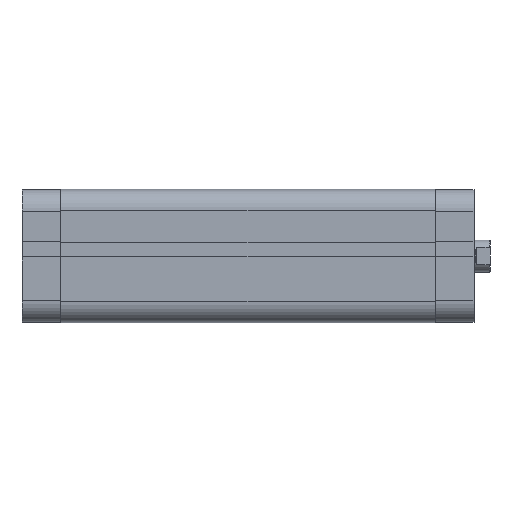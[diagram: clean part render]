
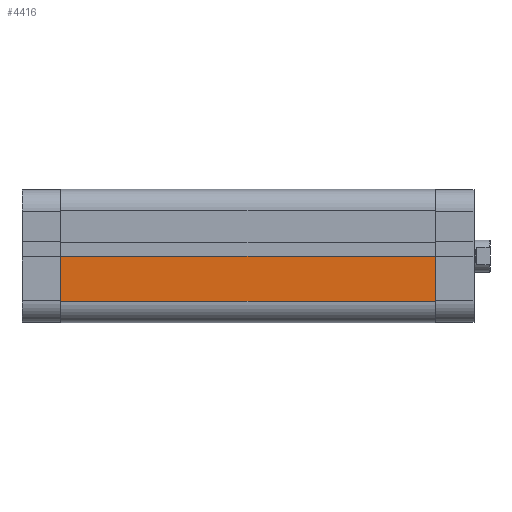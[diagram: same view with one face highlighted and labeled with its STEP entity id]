
A CAD part, front view. The second image highlights one B-rep face of the part: STEP entity #4416.
In plain terms, the highlighted face is planar.
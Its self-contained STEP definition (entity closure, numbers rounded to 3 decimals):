
#555 = ORIENTED_EDGE ( 'NONE', *, *, #2761, .T. ) ;
#556 = ORIENTED_EDGE ( 'NONE', *, *, #2766, .T. ) ;
#557 = ORIENTED_EDGE ( 'NONE', *, *, #2754, .F. ) ;
#558 = ORIENTED_EDGE ( 'NONE', *, *, #2752, .F. ) ;
#934 = LINE ( 'NONE', #3764, #948 ) ;
#948 = VECTOR ( 'NONE', #3772, 1000. ) ;
#952 = LINE ( 'NONE', #3775, #953 ) ;
#953 = VECTOR ( 'NONE', #3776, 1000. ) ;
#965 = LINE ( 'NONE', #3790, #966 ) ;
#966 = VECTOR ( 'NONE', #3791, 1000. ) ;
#974 = LINE ( 'NONE', #3800, #975 ) ;
#975 = VECTOR ( 'NONE', #3801, 1000. ) ;
#1692 = CARTESIAN_POINT ( 'NONE',  ( 25., -55.141, 140.5 ) ) ;
#1693 = PLANE ( 'NONE',  #6396 ) ;
#1695 = DIRECTION ( 'NONE',  ( 1., 0., 0. ) ) ;
#1696 = DIRECTION ( 'NONE',  ( 0., 1., 0. ) ) ;
#2752 = EDGE_CURVE ( 'NONE', #3013, #2990, #934, .T. ) ;
#2754 = EDGE_CURVE ( 'NONE', #3023, #3013, #952, .T. ) ;
#2761 = EDGE_CURVE ( 'NONE', #2998, #2990, #965, .T. ) ;
#2766 = EDGE_CURVE ( 'NONE', #3023, #2998, #974, .T. ) ;
#2990 = VERTEX_POINT ( 'NONE', #4001 ) ;
#2998 = VERTEX_POINT ( 'NONE', #4009 ) ;
#3013 = VERTEX_POINT ( 'NONE', #4024 ) ;
#3023 = VERTEX_POINT ( 'NONE', #4034 ) ;
#3764 = CARTESIAN_POINT ( 'NONE',  ( 25., -55.141, 0. ) ) ;
#3772 = DIRECTION ( 'NONE',  ( 0., -1., 0. ) ) ;
#3775 = CARTESIAN_POINT ( 'NONE',  ( 25., 17., 140.5 ) ) ;
#3776 = DIRECTION ( 'NONE',  ( 0., 0., -1. ) ) ;
#3790 = CARTESIAN_POINT ( 'NONE',  ( 25., 0.1, 140.5 ) ) ;
#3791 = DIRECTION ( 'NONE',  ( 0., 0., -1. ) ) ;
#3800 = CARTESIAN_POINT ( 'NONE',  ( 25., -55.141, 140.5 ) ) ;
#3801 = DIRECTION ( 'NONE',  ( 0., -1., 0. ) ) ;
#4001 = CARTESIAN_POINT ( 'NONE',  ( 25., 0.1, 0. ) ) ;
#4009 = CARTESIAN_POINT ( 'NONE',  ( 25., 0.1, 140.5 ) ) ;
#4024 = CARTESIAN_POINT ( 'NONE',  ( 25., 17., 0. ) ) ;
#4034 = CARTESIAN_POINT ( 'NONE',  ( 25., 17., 140.5 ) ) ;
#4272 = EDGE_LOOP ( 'NONE', ( #558, #557, #556, #555 ) ) ;
#4416 = ADVANCED_FACE ( 'NONE', ( #4787 ), #1693, .T. ) ;
#4787 = FACE_OUTER_BOUND ( 'NONE', #4272, .T. ) ;
#6396 = AXIS2_PLACEMENT_3D ( 'NONE', #1692, #1695, #1696 ) ;
